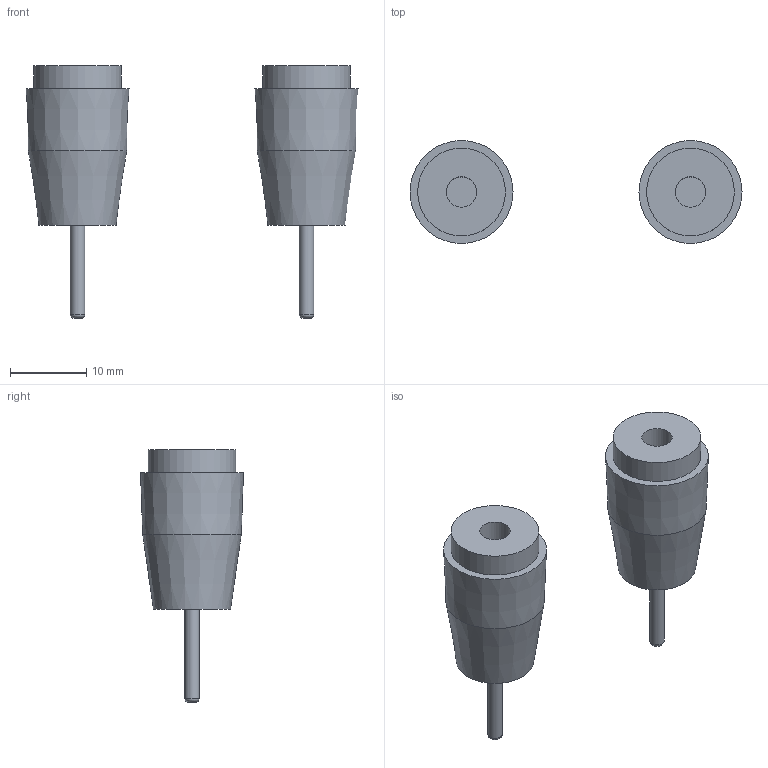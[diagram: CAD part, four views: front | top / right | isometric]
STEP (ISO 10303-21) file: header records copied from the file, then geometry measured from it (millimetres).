
FILE_DESCRIPTION(/* description */ (''),/* implementation_level */ '2;1');
FILE_NAME(/* name */ 'redandblackBananaConnector.stp',/* time_stamp */ '2026-01-20T00:00:33-06:00',/* author */ ('tapen'),/* organization */ (''),/* preprocessor_version */ 'ST-DEVELOPER v20',/* originating_system */ 'Autodesk Inventor 2025',/* authorisation */ '');
FILE_SCHEMA (('AUTOMOTIVE_DESIGN { 1 0 10303 214 3 1 1 }'));
Length unit declared in the file: millimetre
Products named in the file (3): redandblackBananaConnector; CT3149-2-Banana-Connector; CT3149-0-Banana-Connector
Assembly tree (2 placements, depth 2):
  redandblackBananaConnector
    CT3149-2-Banana-Connector
    CT3149-0-Banana-Connector
Bounding box: 43.5 x 13.5 x 33.12 mm (x, y, z)
Volume: 4462.2 mm3; surface area: 2702.8 mm2
Topology: 2 solids, 2 shells, 26 faces, 40 edges, 26 vertices
Faces by surface type: plane 12, cylinder 8, cone 4, bspline 2
Full cylindrical faces by diameter (mm): 1.9 x2, 4 x4, 11.5 x2
Entity records: 798 total; most frequent: CARTESIAN_POINT 149, DIRECTION 126, ORIENTED_EDGE 80, AXIS2_PLACEMENT_3D 57, EDGE_CURVE 40, EDGE_LOOP 34, CIRCLE 28, FACE_OUTER_BOUND 26
